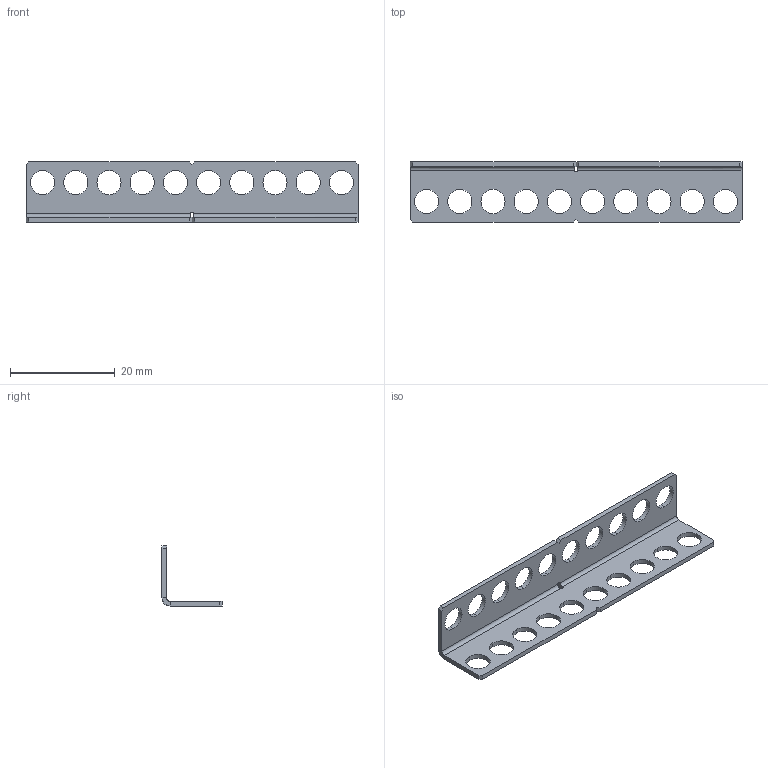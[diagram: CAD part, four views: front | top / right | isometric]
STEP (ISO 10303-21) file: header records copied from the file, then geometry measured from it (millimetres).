
FILE_DESCRIPTION (( 'STEP AP203' ), '1' );
FILE_NAME ('VM-ANGLE-11-10 RevA.STEP', '2009-02-23T23:33:39', ( 'Innovation First, Inc.' ), ( 'Innovation First, Inc.' ), 'SwSTEP 2.0', 'SolidWorks 2008', '' );
FILE_SCHEMA (( 'CONFIG_CONTROL_DESIGN' ));
Length unit declared in the file: inch
Products named in the file (1): VM-ANGLE-11-10 RevA
Bounding box: 63.5 x 11.48 x 11.48 mm (x, y, z)
Volume: 943.6 mm3; surface area: 2489.6 mm2
Topology: 1 solids, 1 shells, 75 faces, 209 edges, 134 vertices
Faces by surface type: cylinder 47, plane 24, bspline 4
Entity records: 2616 total; most frequent: CARTESIAN_POINT 487, DIRECTION 431, ORIENTED_EDGE 418, EDGE_CURVE 209, AXIS2_PLACEMENT_3D 166, VERTEX_POINT 134, EDGE_LOOP 115, VECTOR 99
